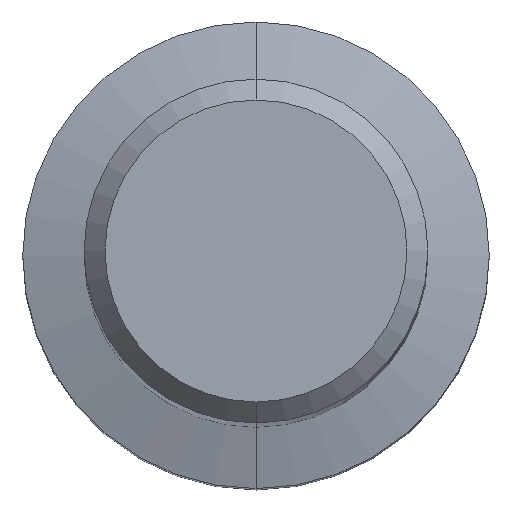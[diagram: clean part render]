
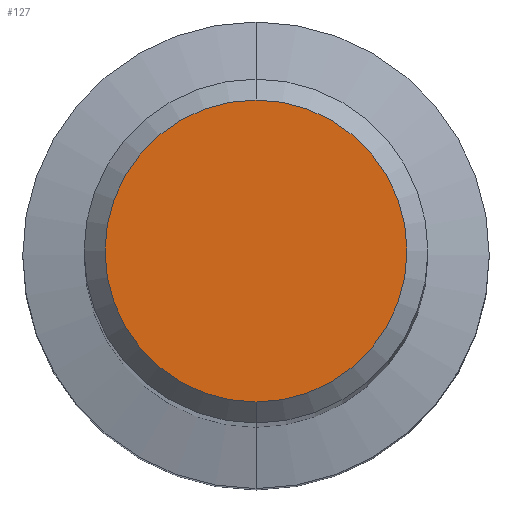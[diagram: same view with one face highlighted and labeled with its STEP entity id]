
A CAD part, top view. The second image highlights one B-rep face of the part: STEP entity #127.
In plain terms, the highlighted planar face has unit normal (0, 0, 1).
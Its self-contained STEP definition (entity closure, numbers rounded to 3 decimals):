
#127=ADVANCED_FACE('',(#326),#327,.T.);
#135=VERTEX_POINT('',#336);
#139=VERTEX_POINT('',#340);
#177=EDGE_CURVE('',#139,#135,#385,.T.);
#269=EDGE_CURVE('',#135,#139,#487,.T.);
#326=FACE_OUTER_BOUND('',#543,.T.);
#327=PLANE('',#544);
#336=CARTESIAN_POINT('',(0.,-3.6,0.0));
#340=CARTESIAN_POINT('',(0.0,3.6,0.0));
#385=CIRCLE('',#615,3.6);
#487=CIRCLE('',#752,3.6);
#543=EDGE_LOOP('',(#801,#802));
#544=AXIS2_PLACEMENT_3D('',#803,#804,#805);
#615=AXIS2_PLACEMENT_3D('',#883,#884,#885);
#752=AXIS2_PLACEMENT_3D('',#1015,#1016,#1017);
#801=ORIENTED_EDGE('',*,*,#177,.F.);
#802=ORIENTED_EDGE('',*,*,#269,.F.);
#803=CARTESIAN_POINT('',(0.0,1.8,0.0));
#804=DIRECTION('',(-0.0,0.0,1.0));
#805=DIRECTION('',(0.0,-1.0,0.0));
#883=CARTESIAN_POINT('',(0.0,0.0,0.0));
#884=DIRECTION('',(0.0,0.0,-1.0));
#885=DIRECTION('',(0.0,1.0,0.0));
#1015=CARTESIAN_POINT('',(0.0,0.0,0.0));
#1016=DIRECTION('',(0.0,0.0,-1.0));
#1017=DIRECTION('',(0.0,1.0,0.0));
